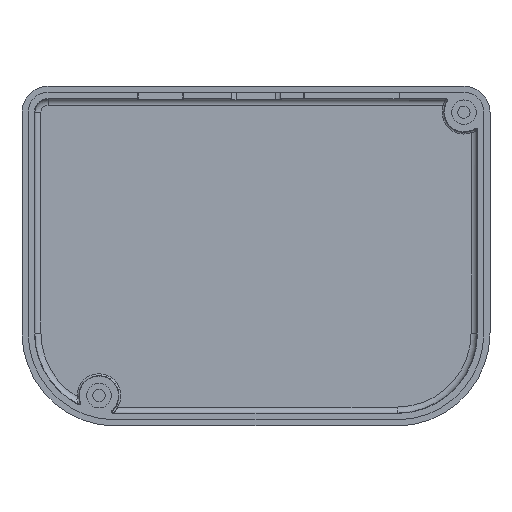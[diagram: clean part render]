
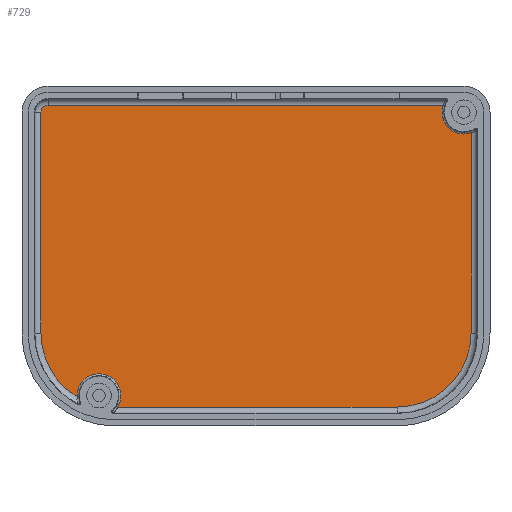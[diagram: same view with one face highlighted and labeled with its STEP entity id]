
A CAD part, top view. The second image highlights one B-rep face of the part: STEP entity #729.
In plain terms, the highlighted planar face has unit normal (0, 0, 1).
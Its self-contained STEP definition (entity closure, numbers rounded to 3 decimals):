
#729=ADVANCED_FACE('',(#867),#829,.T.);
#829=PLANE('',#2334);
#867=FACE_OUTER_BOUND('',#954,.T.);
#954=EDGE_LOOP('',(#1304,#1305,#1306,#1307,#1308,#1309,#1310,#1311,#1312));
#1068=LINE('',#3034,#1186);
#1069=LINE('',#3038,#1187);
#1070=LINE('',#3042,#1188);
#1071=LINE('',#3046,#1189);
#1186=VECTOR('',#2528,1.);
#1187=VECTOR('',#2531,1.);
#1188=VECTOR('',#2534,1.);
#1189=VECTOR('',#2537,1.);
#1304=ORIENTED_EDGE('',*,*,#1988,.T.);
#1305=ORIENTED_EDGE('',*,*,#1989,.T.);
#1306=ORIENTED_EDGE('',*,*,#1990,.T.);
#1307=ORIENTED_EDGE('',*,*,#1991,.T.);
#1308=ORIENTED_EDGE('',*,*,#1992,.T.);
#1309=ORIENTED_EDGE('',*,*,#1993,.T.);
#1310=ORIENTED_EDGE('',*,*,#1994,.T.);
#1311=ORIENTED_EDGE('',*,*,#1995,.T.);
#1312=ORIENTED_EDGE('',*,*,#1996,.T.);
#1820=VERTEX_POINT('',#3030);
#1821=VERTEX_POINT('',#3031);
#1822=VERTEX_POINT('',#3033);
#1823=VERTEX_POINT('',#3035);
#1824=VERTEX_POINT('',#3037);
#1825=VERTEX_POINT('',#3039);
#1826=VERTEX_POINT('',#3041);
#1827=VERTEX_POINT('',#3043);
#1828=VERTEX_POINT('',#3045);
#1988=EDGE_CURVE('',#1820,#1821,#2246,.T.);
#1989=EDGE_CURVE('',#1821,#1822,#2247,.T.);
#1990=EDGE_CURVE('',#1822,#1823,#1068,.T.);
#1991=EDGE_CURVE('',#1823,#1824,#2248,.T.);
#1992=EDGE_CURVE('',#1824,#1825,#1069,.T.);
#1993=EDGE_CURVE('',#1825,#1826,#2249,.T.);
#1994=EDGE_CURVE('',#1826,#1827,#1070,.T.);
#1995=EDGE_CURVE('',#1827,#1828,#2250,.T.);
#1996=EDGE_CURVE('',#1828,#1820,#1071,.T.);
#2246=CIRCLE('',#2329,12.062);
#2247=CIRCLE('',#2330,3.565);
#2248=CIRCLE('',#2331,12.062);
#2249=CIRCLE('',#2332,3.565);
#2250=CIRCLE('',#2333,1.162);
#2329=AXIS2_PLACEMENT_3D('',#3029,#2524,#2525);
#2330=AXIS2_PLACEMENT_3D('',#3032,#2526,#2527);
#2331=AXIS2_PLACEMENT_3D('',#3036,#2529,#2530);
#2332=AXIS2_PLACEMENT_3D('',#3040,#2532,#2533);
#2333=AXIS2_PLACEMENT_3D('',#3044,#2535,#2536);
#2334=AXIS2_PLACEMENT_3D('',#3047,#2538,#2539);
#2524=DIRECTION('',(0.,0.,1.));
#2525=DIRECTION('',(1.,0.,0.));
#2526=DIRECTION('',(0.,0.,-1.));
#2527=DIRECTION('',(1.,0.,0.));
#2528=DIRECTION('',(1.,0.,0.));
#2529=DIRECTION('',(0.,0.,1.));
#2530=DIRECTION('',(1.,0.,0.));
#2531=DIRECTION('',(0.,1.,0.));
#2532=DIRECTION('',(0.,0.,-1.));
#2533=DIRECTION('',(1.,0.,0.));
#2534=DIRECTION('',(-1.,0.,0.));
#2535=DIRECTION('',(0.,0.,1.));
#2536=DIRECTION('',(1.,0.,0.));
#2537=DIRECTION('',(0.,-1.,0.));
#2538=DIRECTION('',(0.,0.,1.));
#2539=DIRECTION('',(-1.,0.,0.));
#3029=CARTESIAN_POINT('',(-23.,-12.55,-4.));
#3030=CARTESIAN_POINT('',(-35.062,-12.55,-4.));
#3031=CARTESIAN_POINT('',(-29.161,-22.92,-4.));
#3032=CARTESIAN_POINT('',(-25.6,-22.75,-4.));
#3033=CARTESIAN_POINT('',(-22.56,-24.612,-4.));
#3034=CARTESIAN_POINT('',(-23.,-24.612,-4.));
#3035=CARTESIAN_POINT('',(23.,-24.612,-4.));
#3036=CARTESIAN_POINT('',(23.,-12.55,-4.));
#3037=CARTESIAN_POINT('',(35.062,-12.55,-4.));
#3038=CARTESIAN_POINT('',(35.062,0.,-4.));
#3039=CARTESIAN_POINT('',(35.062,20.08,-4.));
#3040=CARTESIAN_POINT('',(33.9,23.45,-4.));
#3041=CARTESIAN_POINT('',(30.53,24.612,-4.));
#3042=CARTESIAN_POINT('',(33.9,24.612,-4.));
#3043=CARTESIAN_POINT('',(-33.9,24.612,-4.));
#3044=CARTESIAN_POINT('',(-33.9,23.45,-4.));
#3045=CARTESIAN_POINT('',(-35.062,23.45,-4.));
#3046=CARTESIAN_POINT('',(-35.062,0.,-4.));
#3047=CARTESIAN_POINT('',(0.,0.,-4.));
